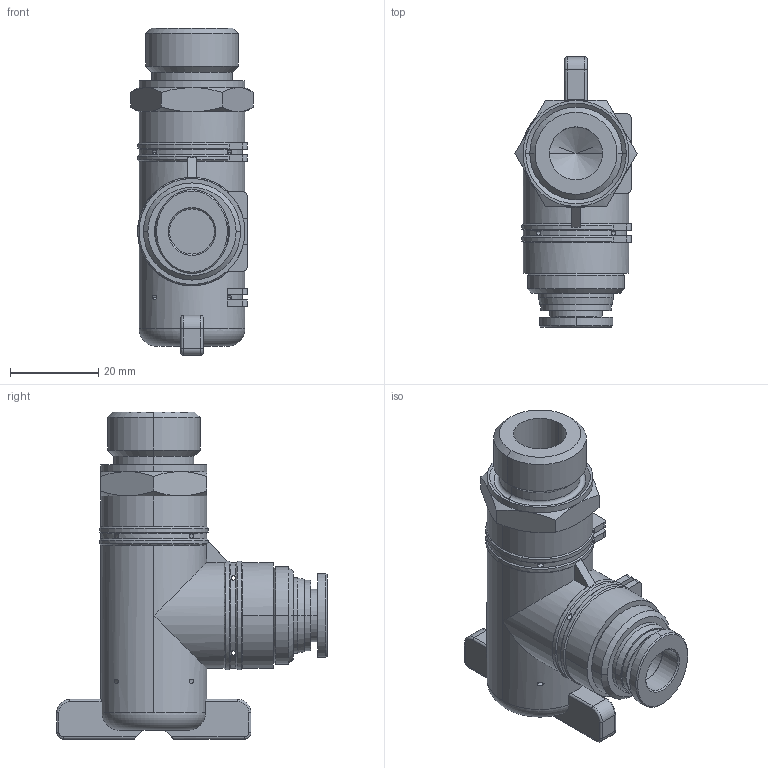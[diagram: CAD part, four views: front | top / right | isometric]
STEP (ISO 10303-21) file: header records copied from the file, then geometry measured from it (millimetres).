
FILE_DESCRIPTION((''),'2;1');
FILE_NAME('BL6012G04-mdt.stp','2017-07-24T19:12:03',(''),(''),'Mechanical Desktop 2009','Mechanical Desktop 2009',', , ');
FILE_SCHEMA(('CONFIG_CONTROL_DESIGN'));
Length unit declared in the file: millimetre
Products named in the file (4): BL6012G04-MDT; BL601202-MDT; BL 60-04; ~~~PART1
Assembly tree (3 placements, depth 3):
  BL6012G04-MDT
    BL601202-MDT
    BL 60-04
      ~~~PART1
Bounding box: 27.71 x 61.3 x 74.3 mm (x, y, z)
Volume: 44344.1 mm3; surface area: 12863.9 mm2
Topology: 2 solids, 4 shells, 403 faces, 1048 edges, 670 vertices
Faces by surface type: plane 234, cylinder 102, cone 44, torus 18, bspline 5
Entity records: 13678 total; most frequent: CARTESIAN_POINT 3740, ORIENTED_EDGE 2088, DIRECTION 2001, EDGE_CURVE 1044, VECTOR 675, LINE 675, VERTEX_POINT 670, AXIS2_PLACEMENT_3D 663
